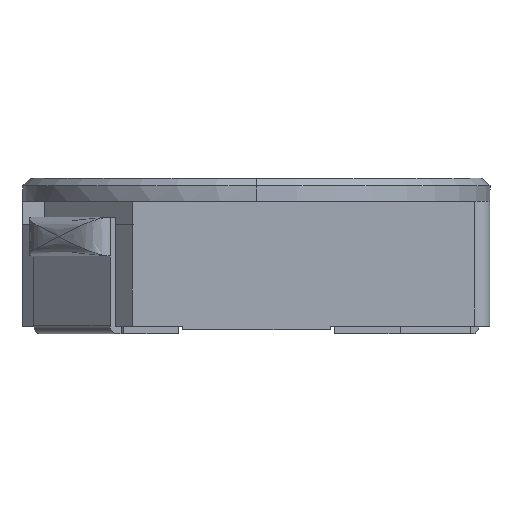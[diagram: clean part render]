
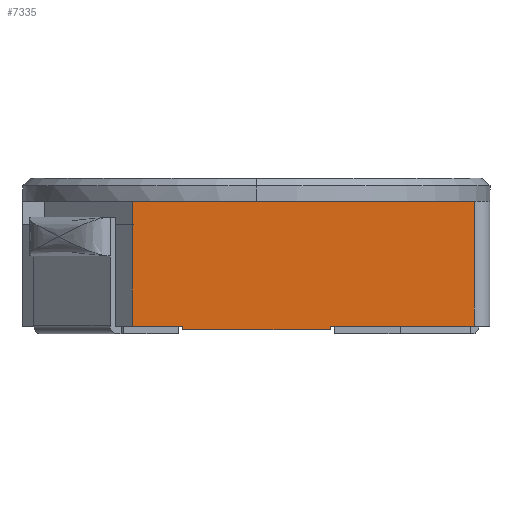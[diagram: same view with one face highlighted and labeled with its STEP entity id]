
A CAD part, left-side view. The second image highlights one B-rep face of the part: STEP entity #7335.
In plain terms, the highlighted planar face has unit normal (-1, 0, 0).
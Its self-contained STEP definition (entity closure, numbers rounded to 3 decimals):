
#92 = EDGE_CURVE ( 'NONE', #15207, #15202, #10134, .T. ) ;
#135 = ORIENTED_EDGE ( 'NONE', *, *, #15470, .T. ) ;
#308 = LINE ( 'NONE', #6649, #3122 ) ;
#573 = CARTESIAN_POINT ( 'NONE',  ( -3., -2.8, 1.6 ) ) ;
#733 = VERTEX_POINT ( 'NONE', #9901 ) ;
#918 = CARTESIAN_POINT ( 'NONE',  ( -3., 3., 0. ) ) ;
#979 = CARTESIAN_POINT ( 'NONE',  ( -3., 3., 1.6 ) ) ;
#1019 = DIRECTION ( 'NONE',  ( 0., -1., 0. ) ) ;
#2103 = CARTESIAN_POINT ( 'NONE',  ( -3., 1.596, 10. ) ) ;
#2169 = DIRECTION ( 'NONE',  ( 0., -1., 0. ) ) ;
#2270 = VERTEX_POINT ( 'NONE', #5903 ) ;
#2652 = EDGE_CURVE ( 'NONE', #2823, #8318, #8004, .T. ) ;
#2823 = VERTEX_POINT ( 'NONE', #5324 ) ;
#2900 = LINE ( 'NONE', #18954, #8715 ) ;
#3122 = VECTOR ( 'NONE', #6739, 1000. ) ;
#3213 = EDGE_CURVE ( 'NONE', #11852, #2823, #16180, .T. ) ;
#3720 = LINE ( 'NONE', #16247, #10398 ) ;
#3733 = ORIENTED_EDGE ( 'NONE', *, *, #15101, .T. ) ;
#4664 = EDGE_CURVE ( 'NONE', #11852, #15207, #6407, .T. ) ;
#5224 = CARTESIAN_POINT ( 'NONE',  ( -3., 1.596, 1.6 ) ) ;
#5324 = CARTESIAN_POINT ( 'NONE',  ( -3., 1.596, 1.3 ) ) ;
#5903 = CARTESIAN_POINT ( 'NONE',  ( -3., -0.95, -0.05 ) ) ;
#6014 = CARTESIAN_POINT ( 'NONE',  ( -3., -2.8, 0. ) ) ;
#6067 = VECTOR ( 'NONE', #6300, 1000. ) ;
#6300 = DIRECTION ( 'NONE',  ( 0., -1., 0. ) ) ;
#6392 = DIRECTION ( 'NONE',  ( 0., 0., 1. ) ) ;
#6407 = LINE ( 'NONE', #17616, #6067 ) ;
#6649 = CARTESIAN_POINT ( 'NONE',  ( -3., -0.95, -0.05 ) ) ;
#6676 = ORIENTED_EDGE ( 'NONE', *, *, #11370, .F. ) ;
#6739 = DIRECTION ( 'NONE',  ( 0., 1., 0. ) ) ;
#7149 = ORIENTED_EDGE ( 'NONE', *, *, #92, .F. ) ;
#7285 = ORIENTED_EDGE ( 'NONE', *, *, #3213, .T. ) ;
#7335 = ADVANCED_FACE ( 'NONE', ( #11442 ), #13101, .F. ) ;
#7493 = CARTESIAN_POINT ( 'NONE',  ( -3., -0.95, 0. ) ) ;
#8004 = LINE ( 'NONE', #17148, #19282 ) ;
#8318 = VERTEX_POINT ( 'NONE', #14265 ) ;
#8378 = VERTEX_POINT ( 'NONE', #6014 ) ;
#8672 = LINE ( 'NONE', #573, #9409 ) ;
#8715 = VECTOR ( 'NONE', #6392, 1000. ) ;
#8812 = EDGE_CURVE ( 'NONE', #12683, #8378, #16333, .T. ) ;
#8982 = EDGE_LOOP ( 'NONE', ( #19173, #3733, #7149, #9382, #7285, #14543, #135, #6676, #18820, #10232 ) ) ;
#9382 = ORIENTED_EDGE ( 'NONE', *, *, #4664, .F. ) ;
#9409 = VECTOR ( 'NONE', #14640, 1000. ) ;
#9714 = CARTESIAN_POINT ( 'NONE',  ( -3., 0.95, -0.05 ) ) ;
#9901 = CARTESIAN_POINT ( 'NONE',  ( -3., 0.95, 0. ) ) ;
#10124 = CARTESIAN_POINT ( 'NONE',  ( -3., -2.8, 1.6 ) ) ;
#10134 = LINE ( 'NONE', #979, #15316 ) ;
#10232 = ORIENTED_EDGE ( 'NONE', *, *, #15335, .T. ) ;
#10398 = VECTOR ( 'NONE', #2169, 1000. ) ;
#10424 = DIRECTION ( 'NONE',  ( 0., 0., -1. ) ) ;
#11034 = VECTOR ( 'NONE', #11320, 1000. ) ;
#11320 = DIRECTION ( 'NONE',  ( 0., 0., 1. ) ) ;
#11370 = EDGE_CURVE ( 'NONE', #14500, #733, #2900, .T. ) ;
#11442 = FACE_OUTER_BOUND ( 'NONE', #8982, .T. ) ;
#11831 = AXIS2_PLACEMENT_3D ( 'NONE', #12893, #15877, #19386 ) ;
#11852 = VERTEX_POINT ( 'NONE', #5224 ) ;
#12683 = VERTEX_POINT ( 'NONE', #7493 ) ;
#12893 = CARTESIAN_POINT ( 'NONE',  ( -3., 3., 1.6 ) ) ;
#13101 = PLANE ( 'NONE',  #11831 ) ;
#13299 = DIRECTION ( 'NONE',  ( 0., -1., 0. ) ) ;
#14265 = CARTESIAN_POINT ( 'NONE',  ( -3., 1.596, 0. ) ) ;
#14437 = VECTOR ( 'NONE', #10424, 1000. ) ;
#14500 = VERTEX_POINT ( 'NONE', #9714 ) ;
#14525 = LINE ( 'NONE', #17608, #11034 ) ;
#14543 = ORIENTED_EDGE ( 'NONE', *, *, #2652, .T. ) ;
#14640 = DIRECTION ( 'NONE',  ( 0., 0., 1. ) ) ;
#14843 = EDGE_CURVE ( 'NONE', #2270, #14500, #308, .T. ) ;
#15101 = EDGE_CURVE ( 'NONE', #8378, #15202, #8672, .T. ) ;
#15202 = VERTEX_POINT ( 'NONE', #10124 ) ;
#15207 = VERTEX_POINT ( 'NONE', #16272 ) ;
#15316 = VECTOR ( 'NONE', #13299, 1000. ) ;
#15335 = EDGE_CURVE ( 'NONE', #2270, #12683, #14525, .T. ) ;
#15470 = EDGE_CURVE ( 'NONE', #8318, #733, #3720, .T. ) ;
#15494 = DIRECTION ( 'NONE',  ( 0., 0., -1. ) ) ;
#15877 = DIRECTION ( 'NONE',  ( 1., 0., 0. ) ) ;
#16180 = LINE ( 'NONE', #2103, #14437 ) ;
#16247 = CARTESIAN_POINT ( 'NONE',  ( -3., 3., 0. ) ) ;
#16272 = CARTESIAN_POINT ( 'NONE',  ( -3., 0., 1.6 ) ) ;
#16333 = LINE ( 'NONE', #918, #16836 ) ;
#16836 = VECTOR ( 'NONE', #1019, 1000. ) ;
#17148 = CARTESIAN_POINT ( 'NONE',  ( -3., 1.596, 10. ) ) ;
#17608 = CARTESIAN_POINT ( 'NONE',  ( -3., -0.95, -0.05 ) ) ;
#17616 = CARTESIAN_POINT ( 'NONE',  ( -3., 3., 1.6 ) ) ;
#18820 = ORIENTED_EDGE ( 'NONE', *, *, #14843, .F. ) ;
#18954 = CARTESIAN_POINT ( 'NONE',  ( -3., 0.95, -0.05 ) ) ;
#19173 = ORIENTED_EDGE ( 'NONE', *, *, #8812, .T. ) ;
#19282 = VECTOR ( 'NONE', #15494, 1000. ) ;
#19386 = DIRECTION ( 'NONE',  ( 0., 1., 0. ) ) ;
